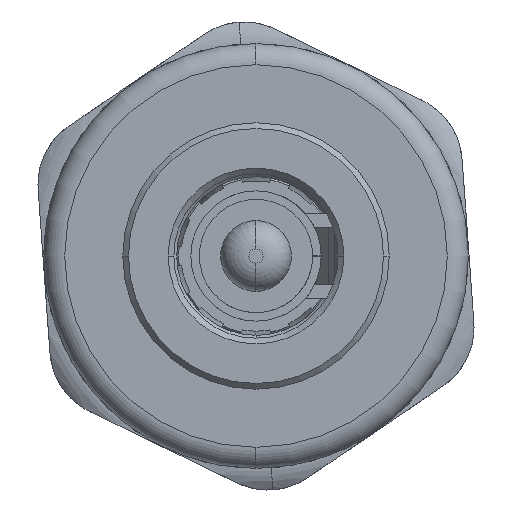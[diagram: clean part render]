
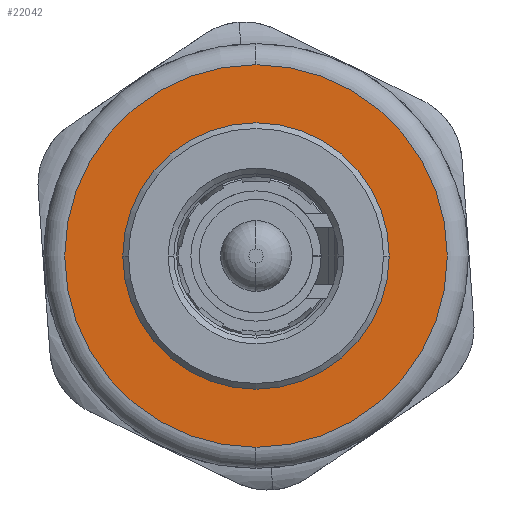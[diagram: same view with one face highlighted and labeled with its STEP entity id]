
A CAD part, left-side view. The second image highlights one B-rep face of the part: STEP entity #22042.
In plain terms, the highlighted planar face has unit normal (-1, 0, 0).
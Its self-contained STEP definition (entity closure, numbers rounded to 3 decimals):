
#719 = CARTESIAN_POINT ( 'NONE',  ( 0., 0., 0. ) ) ;
#1064 = CARTESIAN_POINT ( 'NONE',  ( 0., 0., 0. ) ) ;
#3667 = ORIENTED_EDGE ( 'NONE', *, *, #29869, .F. ) ;
#4650 = EDGE_CURVE ( 'NONE', #15059, #13465, #29536, .T. ) ;
#4872 = FACE_OUTER_BOUND ( 'NONE', #24955, .T. ) ;
#4971 = AXIS2_PLACEMENT_3D ( 'NONE', #31352, #17708, #12566 ) ;
#5779 = AXIS2_PLACEMENT_3D ( 'NONE', #719, #25725, #18370 ) ;
#5974 = EDGE_CURVE ( 'NONE', #13465, #15059, #18355, .T. ) ;
#5986 = VERTEX_POINT ( 'NONE', #28006 ) ;
#8598 = DIRECTION ( 'NONE',  ( -1., 0., 0. ) ) ;
#9508 = CARTESIAN_POINT ( 'NONE',  ( 0., 0., 4.7 ) ) ;
#11976 = EDGE_LOOP ( 'NONE', ( #31308, #3667 ) ) ;
#12238 = DIRECTION ( 'NONE',  ( 1., 0., 0. ) ) ;
#12545 = CARTESIAN_POINT ( 'NONE',  ( 0., 0., -6.75 ) ) ;
#12566 = DIRECTION ( 'NONE',  ( 0., 0., 1. ) ) ;
#12672 = EDGE_CURVE ( 'NONE', #17920, #5986, #19587, .T. ) ;
#13252 = DIRECTION ( 'NONE',  ( 0., 0., 1. ) ) ;
#13465 = VERTEX_POINT ( 'NONE', #16350 ) ;
#14819 = DIRECTION ( 'NONE',  ( 0., 0., -1. ) ) ;
#15059 = VERTEX_POINT ( 'NONE', #15223 ) ;
#15223 = CARTESIAN_POINT ( 'NONE',  ( 0., 0., -6.75 ) ) ;
#15721 = AXIS2_PLACEMENT_3D ( 'NONE', #18227, #8598, #13252 ) ;
#16231 = ORIENTED_EDGE ( 'NONE', *, *, #4650, .T. ) ;
#16350 = CARTESIAN_POINT ( 'NONE',  ( 0., 0., 6.75 ) ) ;
#17373 = PLANE ( 'NONE',  #22182 ) ;
#17708 = DIRECTION ( 'NONE',  ( -1., 0., 0. ) ) ;
#17920 = VERTEX_POINT ( 'NONE', #9508 ) ;
#18227 = CARTESIAN_POINT ( 'NONE',  ( 0., 0., 0. ) ) ;
#18234 = DIRECTION ( 'NONE',  ( 0., 0., 1. ) ) ;
#18288 = CIRCLE ( 'NONE', #4971, 4.7 ) ;
#18355 = CIRCLE ( 'NONE', #26049, 6.75 ) ;
#18370 = DIRECTION ( 'NONE',  ( 0., 0., 1. ) ) ;
#19587 = CIRCLE ( 'NONE', #5779, 4.7 ) ;
#19756 = FACE_BOUND ( 'NONE', #11976, .T. ) ;
#20616 = DIRECTION ( 'NONE',  ( -1., 0., 0. ) ) ;
#22042 = ADVANCED_FACE ( 'NONE', ( #19756, #4872 ), #17373, .F. ) ;
#22182 = AXIS2_PLACEMENT_3D ( 'NONE', #12545, #12238, #14819 ) ;
#24955 = EDGE_LOOP ( 'NONE', ( #25099, #16231 ) ) ;
#25099 = ORIENTED_EDGE ( 'NONE', *, *, #5974, .T. ) ;
#25725 = DIRECTION ( 'NONE',  ( -1., 0., 0. ) ) ;
#26049 = AXIS2_PLACEMENT_3D ( 'NONE', #1064, #20616, #18234 ) ;
#28006 = CARTESIAN_POINT ( 'NONE',  ( 0., 0., -4.7 ) ) ;
#29536 = CIRCLE ( 'NONE', #15721, 6.75 ) ;
#29869 = EDGE_CURVE ( 'NONE', #5986, #17920, #18288, .T. ) ;
#31308 = ORIENTED_EDGE ( 'NONE', *, *, #12672, .F. ) ;
#31352 = CARTESIAN_POINT ( 'NONE',  ( 0., 0., 0. ) ) ;
